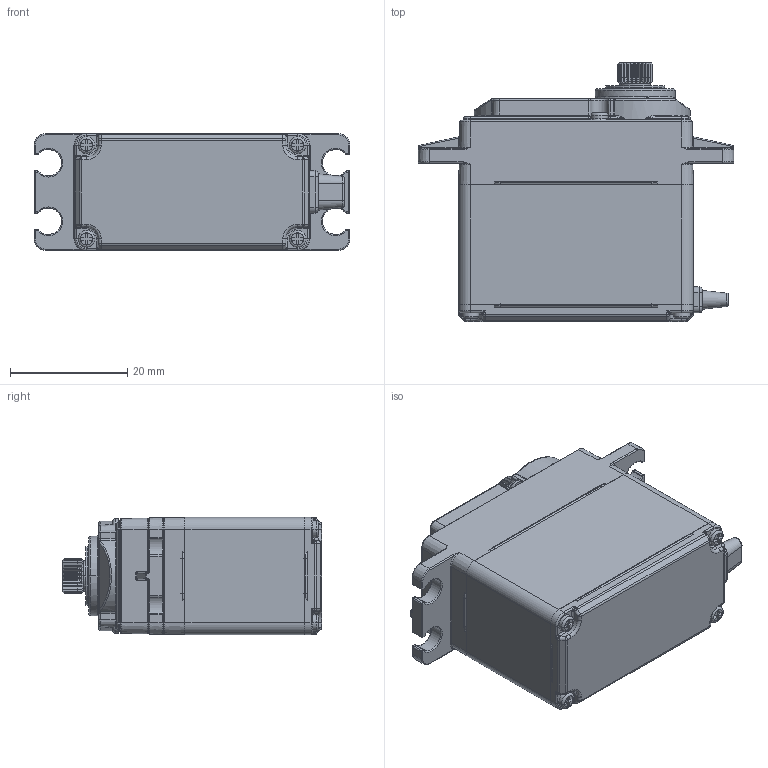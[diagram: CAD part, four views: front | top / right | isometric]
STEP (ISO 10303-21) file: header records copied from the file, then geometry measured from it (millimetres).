
FILE_DESCRIPTION((''),'2;1');
FILE_NAME('HSR-M9382TH_ASM','2019-09-24T',('servo-csw'),(''),'CREO PARAMETRIC BY PTC INC, 2016050','CREO PARAMETRIC BY PTC INC, 2016050','');
FILE_SCHEMA(('CONFIG_CONTROL_DESIGN'));
Products named in the file (10): 9381M_BK_AL6061_120101020116; 5998TG4F-CR_120212000588; 5998TG4F-CR_120212000588_ASM; 120208000011_HS7950-O-RING; 120101000477_HS7950T; 120101030037_HS9380L; 120105000070_GAG-02-A; 120208000026_2_3X_1_3X0_5; 120201000147_18A_CPH_M1_7XL15; HSR-M9382TH_ASM
Assembly tree (16 placements, depth 3):
  HSR-M9382TH_ASM
    9381M_BK_AL6061_120101020116
    5998TG4F-CR_120212000588_ASM
      5998TG4F-CR_120212000588
    120208000011_HS7950-O-RING  x2
    120101000477_HS7950T
    120101030037_HS9380L
    120105000070_GAG-02-A
    120208000026_2_3X_1_3X0_5  x2
    120201000147_18A_CPH_M1_7XL15  x6
Bounding box: 53.86 x 44.2 x 20 mm (x, y, z)
Volume: 28792.5 mm3; surface area: 12613.4 mm2
Topology: 15 solids, 15 shells, 1827 faces, 4628 edges, 2853 vertices
Faces by surface type: plane 691, cylinder 586, torus 190, bspline 178, cone 114, sphere 68
Entity records: 62623 total; most frequent: CARTESIAN_POINT 16223, ORIENTED_EDGE 7384, DIRECTION 7118, PRESENTATION_STYLE_ASSIGNMENT 3735, STYLED_ITEM 3722, CURVE_STYLE 3692, EDGE_CURVE 3692, AXIS2_PLACEMENT_3D 2518
